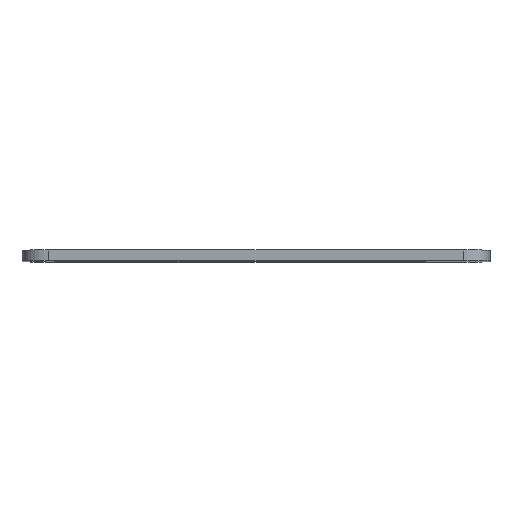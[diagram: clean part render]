
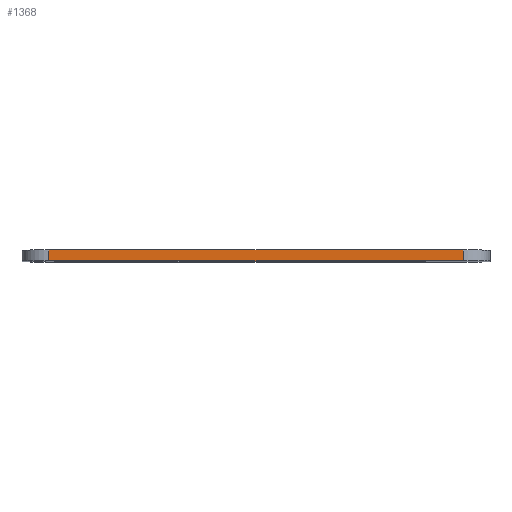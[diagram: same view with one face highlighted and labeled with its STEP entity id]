
A CAD part, top view. The second image highlights one B-rep face of the part: STEP entity #1368.
In plain terms, the highlighted planar face has unit normal (0, 0, 1).
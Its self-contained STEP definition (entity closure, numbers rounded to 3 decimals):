
#101=FACE_OUTER_BOUND('',#163,.T.);
#163=EDGE_LOOP('',(#1058,#1059,#1060,#1061));
#351=LINE('',#2125,#523);
#352=LINE('',#2128,#524);
#353=LINE('',#2130,#525);
#354=LINE('',#2131,#526);
#523=VECTOR('',#1759,10.);
#524=VECTOR('',#1762,10.);
#525=VECTOR('',#1763,10.);
#526=VECTOR('',#1764,10.);
#644=VERTEX_POINT('',#2121);
#645=VERTEX_POINT('',#2123);
#646=VERTEX_POINT('',#2127);
#647=VERTEX_POINT('',#2129);
#821=EDGE_CURVE('',#644,#645,#351,.T.);
#822=EDGE_CURVE('',#646,#644,#352,.T.);
#823=EDGE_CURVE('',#647,#645,#353,.T.);
#824=EDGE_CURVE('',#646,#647,#354,.T.);
#1058=ORIENTED_EDGE('',*,*,#822,.T.);
#1059=ORIENTED_EDGE('',*,*,#821,.T.);
#1060=ORIENTED_EDGE('',*,*,#823,.F.);
#1061=ORIENTED_EDGE('',*,*,#824,.F.);
#1244=PLANE('',#1459);
#1368=ADVANCED_FACE('',(#101),#1244,.T.);
#1459=AXIS2_PLACEMENT_3D('',#2126,#1760,#1761);
#1759=DIRECTION('',(0.,1.,0.));
#1760=DIRECTION('center_axis',(0.,0.,1.));
#1761=DIRECTION('ref_axis',(1.,0.,0.));
#1762=DIRECTION('',(1.,0.,0.));
#1763=DIRECTION('',(1.,0.,0.));
#1764=DIRECTION('',(0.,1.,0.));
#2121=CARTESIAN_POINT('',(66.,8.,150.));
#2123=CARTESIAN_POINT('',(66.,12.,150.));
#2125=CARTESIAN_POINT('',(66.,8.,150.));
#2126=CARTESIAN_POINT('Origin',(-90.,8.,150.));
#2127=CARTESIAN_POINT('',(-90.,8.,150.));
#2128=CARTESIAN_POINT('',(-90.,8.,150.));
#2129=CARTESIAN_POINT('',(-90.,12.,150.));
#2130=CARTESIAN_POINT('',(-90.,12.,150.));
#2131=CARTESIAN_POINT('',(-90.,8.,150.));
